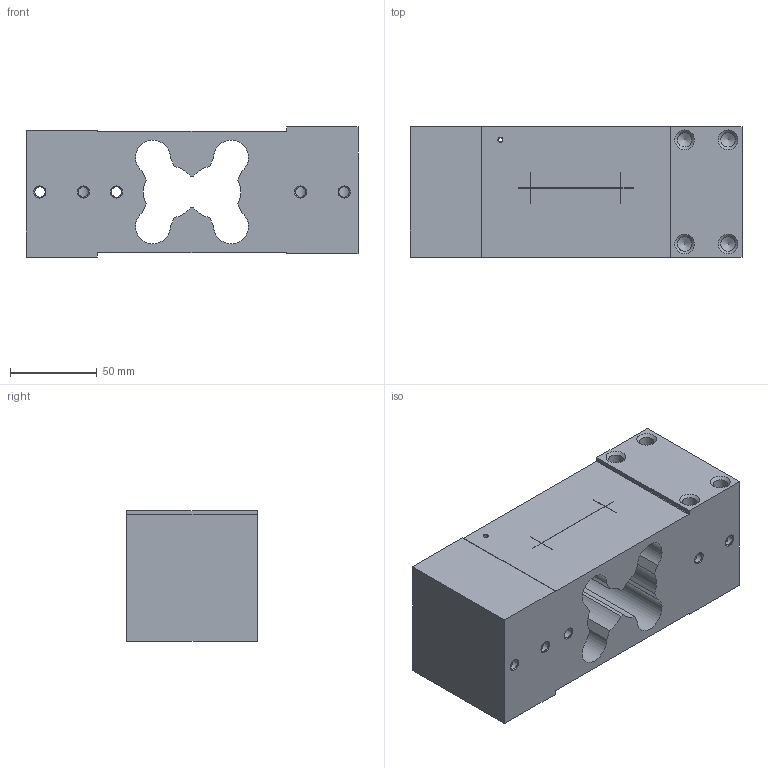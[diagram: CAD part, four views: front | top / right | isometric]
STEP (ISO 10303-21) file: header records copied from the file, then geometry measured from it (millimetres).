
FILE_DESCRIPTION(/* description */ (''),/* implementation_level */ '2;1');
FILE_NAME(/* name */ '1196CC.stp',/* time_stamp */ '2024-04-25T09:31:18-03:00',/* author */ ('nani'),/* organization */ (''),/* preprocessor_version */ 'ST-DEVELOPER v18.1',/* originating_system */ 'Autodesk Inventor 2022',/* authorisation */ '');
FILE_SCHEMA (('AUTOMOTIVE_DESIGN { 1 0 10303 214 3 1 1 }'));
Length unit declared in the file: millimetre
Products named in the file (1): 1196CC
Bounding box: 191 x 75 x 75 mm (x, y, z)
Volume: 798567.1 mm3; surface area: 95135.6 mm2
Topology: 1 solids, 1 shells, 365 faces, 1005 edges, 663 vertices
Faces by surface type: plane 223, bspline 79, cylinder 35, cone 28
Full cylindrical faces by diameter (mm): 2.5 x2, 6 x10, 8.376 x8, 25 x1
Entity records: 12561 total; most frequent: CARTESIAN_POINT 3699, ORIENTED_EDGE 1994, DIRECTION 1493, EDGE_CURVE 997, LINE 709, VECTOR 709, VERTEX_POINT 663, EDGE_LOOP 420
